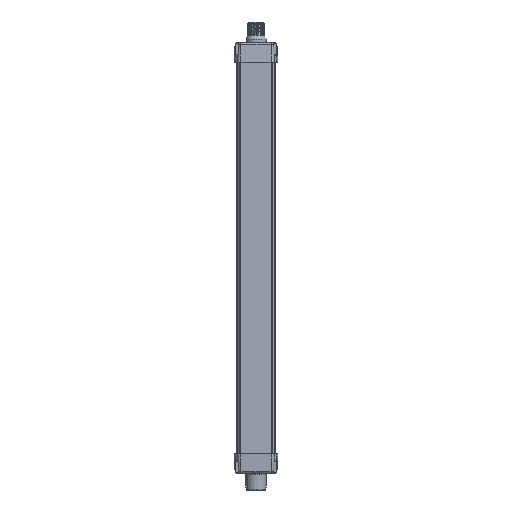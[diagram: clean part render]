
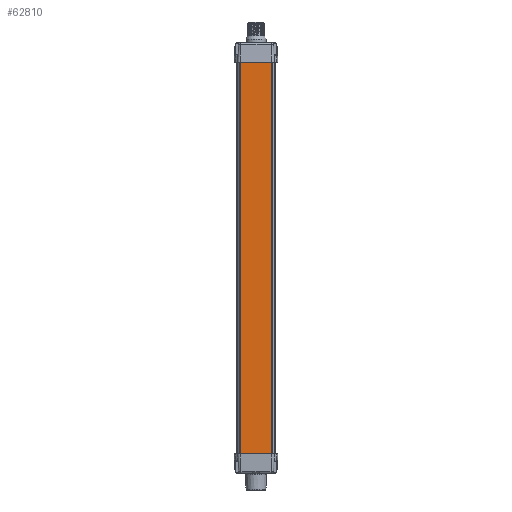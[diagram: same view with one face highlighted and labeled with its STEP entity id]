
A CAD part, front view. The second image highlights one B-rep face of the part: STEP entity #62810.
In plain terms, the highlighted planar face has unit normal (0, -1, 0).
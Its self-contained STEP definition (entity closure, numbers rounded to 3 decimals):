
#278=DIRECTION('',(1.,0.,0.));
#279=VECTOR('',#278,0.05);
#280=CARTESIAN_POINT('',(-11.,-7.7,-143.));
#281=LINE('',#280,#279);
#295=DIRECTION('',(0.,0.,-1.));
#296=VECTOR('',#295,0.6);
#297=CARTESIAN_POINT('',(10.95,-7.7,-143.));
#298=LINE('',#297,#296);
#299=DIRECTION('',(0.,0.,-1.));
#300=VECTOR('',#299,0.6);
#301=CARTESIAN_POINT('',(-10.95,-7.7,-143.));
#302=LINE('',#301,#300);
#303=DIRECTION('',(0.,0.,-1.));
#304=VECTOR('',#303,286.);
#305=CARTESIAN_POINT('',(-11.,-7.7,143.));
#306=LINE('',#305,#304);
#307=DIRECTION('',(1.,0.,0.));
#308=VECTOR('',#307,0.05);
#309=CARTESIAN_POINT('',(-11.,-7.7,143.));
#310=LINE('',#309,#308);
#311=DIRECTION('',(0.,0.,1.));
#312=VECTOR('',#311,0.6);
#313=CARTESIAN_POINT('',(-10.95,-7.7,143.));
#314=LINE('',#313,#312);
#315=DIRECTION('',(0.,0.,1.));
#316=VECTOR('',#315,0.6);
#317=CARTESIAN_POINT('',(10.95,-7.7,143.));
#318=LINE('',#317,#316);
#319=DIRECTION('',(1.,0.,0.));
#320=VECTOR('',#319,0.05);
#321=CARTESIAN_POINT('',(10.95,-7.7,143.));
#322=LINE('',#321,#320);
#323=DIRECTION('',(0.,0.,-1.));
#324=VECTOR('',#323,286.);
#325=CARTESIAN_POINT('',(11.,-7.7,143.));
#326=LINE('',#325,#324);
#336=DIRECTION('',(1.,0.,0.));
#337=VECTOR('',#336,0.05);
#338=CARTESIAN_POINT('',(10.95,-7.7,-143.));
#339=LINE('',#338,#337);
#847=DIRECTION('',(-1.,0.,0.));
#848=VECTOR('',#847,21.9);
#849=CARTESIAN_POINT('',(10.95,-7.7,143.6));
#850=LINE('',#849,#848);
#14326=DIRECTION('',(1.,0.,0.));
#14327=VECTOR('',#14326,21.9);
#14328=CARTESIAN_POINT('',(-10.95,-7.7,-143.6));
#14329=LINE('',#14328,#14327);
#59723=CARTESIAN_POINT('',(-11.,-7.7,-143.));
#59725=VERTEX_POINT('',#59723);
#59729=CARTESIAN_POINT('',(-11.,-7.7,143.));
#59730=VERTEX_POINT('',#59729);
#59732=CARTESIAN_POINT('',(11.,-7.7,-143.));
#59734=VERTEX_POINT('',#59732);
#59735=CARTESIAN_POINT('',(11.,-7.7,143.));
#59736=VERTEX_POINT('',#59735);
#60249=CARTESIAN_POINT('',(10.95,-7.7,143.));
#60250=VERTEX_POINT('',#60249);
#60251=CARTESIAN_POINT('',(-10.95,-7.7,143.));
#60252=VERTEX_POINT('',#60251);
#60285=CARTESIAN_POINT('',(10.95,-7.7,143.6));
#60286=CARTESIAN_POINT('',(-10.95,-7.7,143.6));
#60287=VERTEX_POINT('',#60285);
#60288=VERTEX_POINT('',#60286);
#61095=CARTESIAN_POINT('',(-10.95,-7.7,-143.));
#61096=VERTEX_POINT('',#61095);
#61097=CARTESIAN_POINT('',(10.95,-7.7,-143.));
#61098=VERTEX_POINT('',#61097);
#61131=CARTESIAN_POINT('',(-10.95,-7.7,-143.6));
#61132=CARTESIAN_POINT('',(10.95,-7.7,-143.6));
#61133=VERTEX_POINT('',#61131);
#61134=VERTEX_POINT('',#61132);
#62781=CARTESIAN_POINT('',(-7.55,-7.7,143.));
#62782=DIRECTION('',(0.,-1.,0.));
#62783=DIRECTION('',(1.,0.,0.));
#62784=AXIS2_PLACEMENT_3D('',#62781,#62782,#62783);
#62785=PLANE('',#62784);
#62787=ORIENTED_EDGE('',*,*,#62786,.F.);
#62789=ORIENTED_EDGE('',*,*,#62788,.T.);
#62791=ORIENTED_EDGE('',*,*,#62790,.F.);
#62792=ORIENTED_EDGE('',*,*,#62773,.F.);
#62793=ORIENTED_EDGE('',*,*,#62745,.F.);
#62795=ORIENTED_EDGE('',*,*,#62794,.F.);
#62797=ORIENTED_EDGE('',*,*,#62796,.T.);
#62799=ORIENTED_EDGE('',*,*,#62798,.T.);
#62801=ORIENTED_EDGE('',*,*,#62800,.F.);
#62803=ORIENTED_EDGE('',*,*,#62802,.F.);
#62805=ORIENTED_EDGE('',*,*,#62804,.T.);
#62807=ORIENTED_EDGE('',*,*,#62806,.T.);
#62808=EDGE_LOOP('',(#62787,#62789,#62791,#62792,#62793,#62795,#62797,#62799,
#62801,#62803,#62805,#62807));
#62809=FACE_OUTER_BOUND('',#62808,.F.);
#62810=ADVANCED_FACE('',(#62809),#62785,.T.);
#62745=EDGE_CURVE('',#59725,#61096,#281,.T.);
#62773=EDGE_CURVE('',#61096,#61133,#302,.T.);
#62786=EDGE_CURVE('',#61098,#59734,#339,.T.);
#62788=EDGE_CURVE('',#61098,#61134,#298,.T.);
#62790=EDGE_CURVE('',#61133,#61134,#14329,.T.);
#62794=EDGE_CURVE('',#59730,#59725,#306,.T.);
#62796=EDGE_CURVE('',#59730,#60252,#310,.T.);
#62798=EDGE_CURVE('',#60252,#60288,#314,.T.);
#62800=EDGE_CURVE('',#60287,#60288,#850,.T.);
#62802=EDGE_CURVE('',#60250,#60287,#318,.T.);
#62804=EDGE_CURVE('',#60250,#59736,#322,.T.);
#62806=EDGE_CURVE('',#59736,#59734,#326,.T.);
